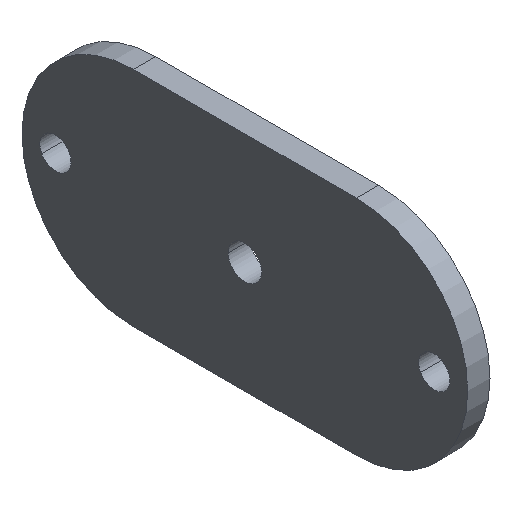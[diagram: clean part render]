
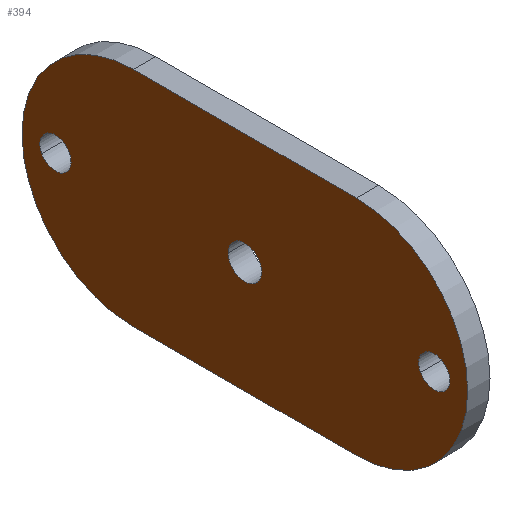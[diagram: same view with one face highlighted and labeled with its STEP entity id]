
A CAD part, isometric view. The second image highlights one B-rep face of the part: STEP entity #394.
In plain terms, the highlighted planar face has unit normal (-1, 0, 0).
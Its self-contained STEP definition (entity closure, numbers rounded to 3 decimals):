
#61=CARTESIAN_POINT('Vertex',(0.,-23.657,-1.007)) ;
#66=CARTESIAN_POINT('Axis2P3D Location',(0.,-25.5,0.)) ;
#70=CARTESIAN_POINT('Vertex',(0.,-27.343,1.007)) ;
#177=CARTESIAN_POINT('Axis2P3D Location',(0.,-25.5,0.)) ;
#198=CARTESIAN_POINT('Vertex',(0.,-15.,15.)) ;
#201=CARTESIAN_POINT('Axis2P3D Location',(0.,-15.,0.)) ;
#205=CARTESIAN_POINT('Vertex',(0.,-15.,-15.)) ;
#225=CARTESIAN_POINT('Line Origine',(0.,0.,-15.)) ;
#229=CARTESIAN_POINT('Vertex',(0.,15.,-15.)) ;
#249=CARTESIAN_POINT('Axis2P3D Location',(0.,15.,0.)) ;
#253=CARTESIAN_POINT('Vertex',(0.,15.,15.)) ;
#273=CARTESIAN_POINT('Line Origine',(0.,0.,15.)) ;
#294=CARTESIAN_POINT('Vertex',(0.,-2.25,0.)) ;
#297=CARTESIAN_POINT('Axis2P3D Location',(0.,0.,0.)) ;
#301=CARTESIAN_POINT('Vertex',(0.,2.25,0.)) ;
#316=CARTESIAN_POINT('Axis2P3D Location',(0.,0.,0.)) ;
#337=CARTESIAN_POINT('Vertex',(0.,23.657,1.007)) ;
#340=CARTESIAN_POINT('Axis2P3D Location',(0.,25.5,0.)) ;
#344=CARTESIAN_POINT('Vertex',(0.,27.343,-1.007)) ;
#359=CARTESIAN_POINT('Axis2P3D Location',(0.,25.5,0.)) ;
#371=CARTESIAN_POINT('Axis2P3D Location',(0.,0.,0.)) ;
#67=DIRECTION('Axis2P3D Direction',(-1.,0.,0.)) ;
#178=DIRECTION('Axis2P3D Direction',(-1.,0.,0.)) ;
#202=DIRECTION('Axis2P3D Direction',(1.,0.,0.)) ;
#226=DIRECTION('Vector Direction',(0.,-1.,0.)) ;
#250=DIRECTION('Axis2P3D Direction',(1.,0.,0.)) ;
#274=DIRECTION('Vector Direction',(0.,1.,0.)) ;
#298=DIRECTION('Axis2P3D Direction',(1.,0.,0.)) ;
#317=DIRECTION('Axis2P3D Direction',(1.,0.,0.)) ;
#341=DIRECTION('Axis2P3D Direction',(-1.,0.,-0.)) ;
#360=DIRECTION('Axis2P3D Direction',(-1.,0.,-0.)) ;
#372=DIRECTION('Axis2P3D Direction',(1.,0.,0.)) ;
#373=DIRECTION('Axis2P3D XDirection',(0.,1.,0.)) ;
#68=AXIS2_PLACEMENT_3D('Circle Axis2P3D',#66,#67,$) ;
#179=AXIS2_PLACEMENT_3D('Circle Axis2P3D',#177,#178,$) ;
#203=AXIS2_PLACEMENT_3D('Circle Axis2P3D',#201,#202,$) ;
#251=AXIS2_PLACEMENT_3D('Circle Axis2P3D',#249,#250,$) ;
#299=AXIS2_PLACEMENT_3D('Circle Axis2P3D',#297,#298,$) ;
#318=AXIS2_PLACEMENT_3D('Circle Axis2P3D',#316,#317,$) ;
#342=AXIS2_PLACEMENT_3D('Circle Axis2P3D',#340,#341,$) ;
#361=AXIS2_PLACEMENT_3D('Circle Axis2P3D',#359,#360,$) ;
#374=AXIS2_PLACEMENT_3D('Plane Axis2P3D',#371,#372,#373) ;
#377=ORIENTED_EDGE('',*,*,#277,.F.) ;
#378=ORIENTED_EDGE('',*,*,#255,.F.) ;
#379=ORIENTED_EDGE('',*,*,#231,.F.) ;
#380=ORIENTED_EDGE('',*,*,#207,.F.) ;
#383=ORIENTED_EDGE('',*,*,#72,.T.) ;
#384=ORIENTED_EDGE('',*,*,#181,.T.) ;
#387=ORIENTED_EDGE('',*,*,#346,.T.) ;
#388=ORIENTED_EDGE('',*,*,#363,.T.) ;
#391=ORIENTED_EDGE('',*,*,#303,.T.) ;
#392=ORIENTED_EDGE('',*,*,#320,.T.) ;
#385=FACE_BOUND('',#382,.T.) ;
#389=FACE_BOUND('',#386,.T.) ;
#393=FACE_BOUND('',#390,.T.) ;
#227=VECTOR('Line Direction',#226,1.) ;
#275=VECTOR('Line Direction',#274,1.) ;
#394=ADVANCED_FACE('Corps principal',(#381,#385,#389,#393),#375,.F.) ;
#69=CIRCLE('generated circle',#68,2.1) ;
#180=CIRCLE('generated circle',#179,2.1) ;
#204=CIRCLE('generated circle',#203,15.) ;
#252=CIRCLE('generated circle',#251,15.) ;
#300=CIRCLE('generated circle',#299,2.25) ;
#319=CIRCLE('generated circle',#318,2.25) ;
#343=CIRCLE('generated circle',#342,2.1) ;
#362=CIRCLE('generated circle',#361,2.1) ;
#72=EDGE_CURVE('',#71,#62,#69,.F.) ;
#181=EDGE_CURVE('',#62,#71,#180,.F.) ;
#207=EDGE_CURVE('',#199,#206,#204,.T.) ;
#231=EDGE_CURVE('',#206,#230,#228,.F.) ;
#255=EDGE_CURVE('',#230,#254,#252,.T.) ;
#277=EDGE_CURVE('',#254,#199,#276,.F.) ;
#303=EDGE_CURVE('',#302,#295,#300,.T.) ;
#320=EDGE_CURVE('',#295,#302,#319,.T.) ;
#346=EDGE_CURVE('',#345,#338,#343,.F.) ;
#363=EDGE_CURVE('',#338,#345,#362,.F.) ;
#376=EDGE_LOOP('',(#377,#378,#379,#380)) ;
#382=EDGE_LOOP('',(#383,#384)) ;
#386=EDGE_LOOP('',(#387,#388)) ;
#390=EDGE_LOOP('',(#391,#392)) ;
#381=FACE_OUTER_BOUND('',#376,.T.) ;
#228=LINE('Line',#225,#227) ;
#276=LINE('Line',#273,#275) ;
#375=PLANE('Plane',#374) ;
#62=VERTEX_POINT('',#61) ;
#71=VERTEX_POINT('',#70) ;
#199=VERTEX_POINT('',#198) ;
#206=VERTEX_POINT('',#205) ;
#230=VERTEX_POINT('',#229) ;
#254=VERTEX_POINT('',#253) ;
#295=VERTEX_POINT('',#294) ;
#302=VERTEX_POINT('',#301) ;
#338=VERTEX_POINT('',#337) ;
#345=VERTEX_POINT('',#344) ;
